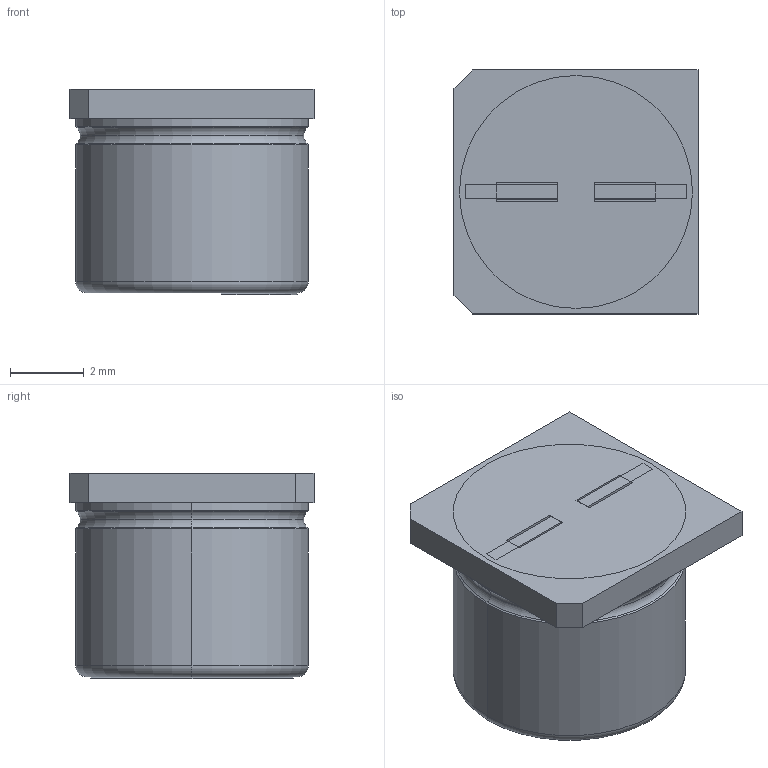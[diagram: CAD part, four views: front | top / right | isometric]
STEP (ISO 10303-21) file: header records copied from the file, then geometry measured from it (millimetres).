
FILE_DESCRIPTION (( 'STEP AP214' ), '1' );
FILE_NAME ('User Library-capasitores electroliticos.STEP', '2020-11-12T06:50:25', ( '' ), ( '' ), 'SwSTEP 2.0', 'SolidWorks 2020', '' );
FILE_SCHEMA (( 'AUTOMOTIVE_DESIGN' ));
Length unit declared in the file: millimetre
Products named in the file (1): User Library-capasitores electroliticos
Bounding box: 6.6 x 6.6 x 5.55 mm (x, y, z)
Volume: 204 mm3; surface area: 309.1 mm2
Topology: 5 solids, 5 shells, 61 faces, 129 edges, 82 vertices
Faces by surface type: plane 45, torus 6, cylinder 6, cone 4
Entity records: 1826 total; most frequent: DIRECTION 279, CARTESIAN_POINT 273, ORIENTED_EDGE 258, EDGE_CURVE 129, VECTOR 103, LINE 103, AXIS2_PLACEMENT_3D 88, VERTEX_POINT 82
